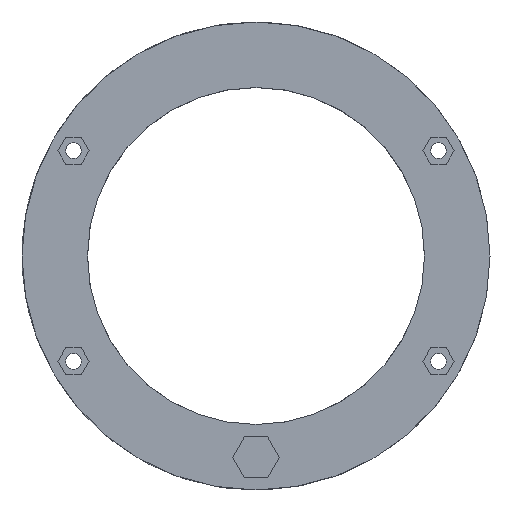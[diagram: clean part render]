
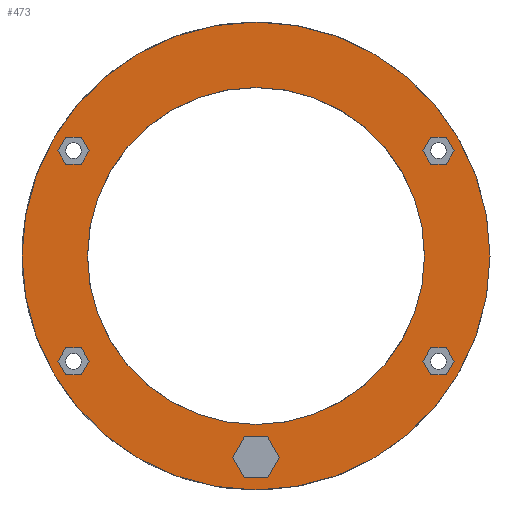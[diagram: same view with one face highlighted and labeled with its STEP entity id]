
A CAD part, top view. The second image highlights one B-rep face of the part: STEP entity #473.
In plain terms, the highlighted planar face has unit normal (0, 0, 1).
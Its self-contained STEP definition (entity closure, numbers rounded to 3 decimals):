
#271 = VERTEX_POINT('',#272);
#272 = CARTESIAN_POINT('',(36.,0.,10.));
#294 = EDGE_CURVE('',#271,#271,#295,.T.);
#295 = CIRCLE('',#296,36.);
#296 = AXIS2_PLACEMENT_3D('',#297,#298,#299);
#297 = CARTESIAN_POINT('',(0.,0.,10.));
#298 = DIRECTION('',(0.,0.,-1.));
#299 = DIRECTION('',(1.,0.,0.));
#473 = ADVANCED_FACE('',(#474,#485,#535,#585,#588,#638,#688),#738,.F.);
#474 = FACE_BOUND('',#475,.T.);
#475 = EDGE_LOOP('',(#476));
#476 = ORIENTED_EDGE('',*,*,#477,.F.);
#477 = EDGE_CURVE('',#478,#478,#480,.T.);
#478 = VERTEX_POINT('',#479);
#479 = CARTESIAN_POINT('',(50.,0.,10.));
#480 = CIRCLE('',#481,50.);
#481 = AXIS2_PLACEMENT_3D('',#482,#483,#484);
#482 = CARTESIAN_POINT('',(0.,0.,10.));
#483 = DIRECTION('',(0.,0.,-1.));
#484 = DIRECTION('',(1.,0.,0.));
#485 = FACE_BOUND('',#486,.T.);
#486 = EDGE_LOOP('',(#487,#497,#505,#513,#521,#529));
#487 = ORIENTED_EDGE('',*,*,#488,.F.);
#488 = EDGE_CURVE('',#489,#491,#493,.T.);
#489 = VERTEX_POINT('',#490);
#490 = CARTESIAN_POINT('',(37.325,19.599,10.));
#491 = VERTEX_POINT('',#492);
#492 = CARTESIAN_POINT('',(40.675,19.599,10.));
#493 = LINE('',#494,#495);
#494 = CARTESIAN_POINT('',(37.325,19.599,10.));
#495 = VECTOR('',#496,1.);
#496 = DIRECTION('',(1.,0.,0.));
#497 = ORIENTED_EDGE('',*,*,#498,.F.);
#498 = EDGE_CURVE('',#499,#489,#501,.T.);
#499 = VERTEX_POINT('',#500);
#500 = CARTESIAN_POINT('',(35.65,22.5,10.));
#501 = LINE('',#502,#503);
#502 = CARTESIAN_POINT('',(35.65,22.5,10.));
#503 = VECTOR('',#504,1.);
#504 = DIRECTION('',(0.5,-0.866,0.));
#505 = ORIENTED_EDGE('',*,*,#506,.F.);
#506 = EDGE_CURVE('',#507,#499,#509,.T.);
#507 = VERTEX_POINT('',#508);
#508 = CARTESIAN_POINT('',(37.325,25.401,10.));
#509 = LINE('',#510,#511);
#510 = CARTESIAN_POINT('',(37.325,25.401,10.));
#511 = VECTOR('',#512,1.);
#512 = DIRECTION('',(-0.5,-0.866,0.));
#513 = ORIENTED_EDGE('',*,*,#514,.F.);
#514 = EDGE_CURVE('',#515,#507,#517,.T.);
#515 = VERTEX_POINT('',#516);
#516 = CARTESIAN_POINT('',(40.675,25.401,10.));
#517 = LINE('',#518,#519);
#518 = CARTESIAN_POINT('',(40.675,25.401,10.));
#519 = VECTOR('',#520,1.);
#520 = DIRECTION('',(-1.,0.,0.));
#521 = ORIENTED_EDGE('',*,*,#522,.F.);
#522 = EDGE_CURVE('',#523,#515,#525,.T.);
#523 = VERTEX_POINT('',#524);
#524 = CARTESIAN_POINT('',(42.35,22.5,10.));
#525 = LINE('',#526,#527);
#526 = CARTESIAN_POINT('',(42.35,22.5,10.));
#527 = VECTOR('',#528,1.);
#528 = DIRECTION('',(-0.5,0.866,0.));
#529 = ORIENTED_EDGE('',*,*,#530,.F.);
#530 = EDGE_CURVE('',#491,#523,#531,.T.);
#531 = LINE('',#532,#533);
#532 = CARTESIAN_POINT('',(40.675,19.599,10.));
#533 = VECTOR('',#534,1.);
#534 = DIRECTION('',(0.5,0.866,0.));
#535 = FACE_BOUND('',#536,.T.);
#536 = EDGE_LOOP('',(#537,#547,#555,#563,#571,#579));
#537 = ORIENTED_EDGE('',*,*,#538,.F.);
#538 = EDGE_CURVE('',#539,#541,#543,.T.);
#539 = VERTEX_POINT('',#540);
#540 = CARTESIAN_POINT('',(-40.675,19.599,10.));
#541 = VERTEX_POINT('',#542);
#542 = CARTESIAN_POINT('',(-37.325,19.599,10.));
#543 = LINE('',#544,#545);
#544 = CARTESIAN_POINT('',(-40.675,19.599,10.));
#545 = VECTOR('',#546,1.);
#546 = DIRECTION('',(1.,0.,0.));
#547 = ORIENTED_EDGE('',*,*,#548,.F.);
#548 = EDGE_CURVE('',#549,#539,#551,.T.);
#549 = VERTEX_POINT('',#550);
#550 = CARTESIAN_POINT('',(-42.35,22.5,10.));
#551 = LINE('',#552,#553);
#552 = CARTESIAN_POINT('',(-42.35,22.5,10.));
#553 = VECTOR('',#554,1.);
#554 = DIRECTION('',(0.5,-0.866,0.));
#555 = ORIENTED_EDGE('',*,*,#556,.F.);
#556 = EDGE_CURVE('',#557,#549,#559,.T.);
#557 = VERTEX_POINT('',#558);
#558 = CARTESIAN_POINT('',(-40.675,25.401,10.));
#559 = LINE('',#560,#561);
#560 = CARTESIAN_POINT('',(-40.675,25.401,10.));
#561 = VECTOR('',#562,1.);
#562 = DIRECTION('',(-0.5,-0.866,0.));
#563 = ORIENTED_EDGE('',*,*,#564,.F.);
#564 = EDGE_CURVE('',#565,#557,#567,.T.);
#565 = VERTEX_POINT('',#566);
#566 = CARTESIAN_POINT('',(-37.325,25.401,10.));
#567 = LINE('',#568,#569);
#568 = CARTESIAN_POINT('',(-37.325,25.401,10.));
#569 = VECTOR('',#570,1.);
#570 = DIRECTION('',(-1.,0.,0.));
#571 = ORIENTED_EDGE('',*,*,#572,.F.);
#572 = EDGE_CURVE('',#573,#565,#575,.T.);
#573 = VERTEX_POINT('',#574);
#574 = CARTESIAN_POINT('',(-35.65,22.5,10.));
#575 = LINE('',#576,#577);
#576 = CARTESIAN_POINT('',(-35.65,22.5,10.));
#577 = VECTOR('',#578,1.);
#578 = DIRECTION('',(-0.5,0.866,0.));
#579 = ORIENTED_EDGE('',*,*,#580,.F.);
#580 = EDGE_CURVE('',#541,#573,#581,.T.);
#581 = LINE('',#582,#583);
#582 = CARTESIAN_POINT('',(-37.325,19.599,10.));
#583 = VECTOR('',#584,1.);
#584 = DIRECTION('',(0.5,0.866,0.));
#585 = FACE_BOUND('',#586,.T.);
#586 = EDGE_LOOP('',(#587));
#587 = ORIENTED_EDGE('',*,*,#294,.T.);
#588 = FACE_BOUND('',#589,.T.);
#589 = EDGE_LOOP('',(#590,#600,#608,#616,#624,#632));
#590 = ORIENTED_EDGE('',*,*,#591,.F.);
#591 = EDGE_CURVE('',#592,#594,#596,.T.);
#592 = VERTEX_POINT('',#593);
#593 = CARTESIAN_POINT('',(37.325,-25.401,10.));
#594 = VERTEX_POINT('',#595);
#595 = CARTESIAN_POINT('',(40.675,-25.401,10.));
#596 = LINE('',#597,#598);
#597 = CARTESIAN_POINT('',(37.325,-25.401,10.));
#598 = VECTOR('',#599,1.);
#599 = DIRECTION('',(1.,0.,0.));
#600 = ORIENTED_EDGE('',*,*,#601,.F.);
#601 = EDGE_CURVE('',#602,#592,#604,.T.);
#602 = VERTEX_POINT('',#603);
#603 = CARTESIAN_POINT('',(35.65,-22.5,10.));
#604 = LINE('',#605,#606);
#605 = CARTESIAN_POINT('',(35.65,-22.5,10.));
#606 = VECTOR('',#607,1.);
#607 = DIRECTION('',(0.5,-0.866,0.));
#608 = ORIENTED_EDGE('',*,*,#609,.F.);
#609 = EDGE_CURVE('',#610,#602,#612,.T.);
#610 = VERTEX_POINT('',#611);
#611 = CARTESIAN_POINT('',(37.325,-19.599,10.));
#612 = LINE('',#613,#614);
#613 = CARTESIAN_POINT('',(37.325,-19.599,10.));
#614 = VECTOR('',#615,1.);
#615 = DIRECTION('',(-0.5,-0.866,0.));
#616 = ORIENTED_EDGE('',*,*,#617,.F.);
#617 = EDGE_CURVE('',#618,#610,#620,.T.);
#618 = VERTEX_POINT('',#619);
#619 = CARTESIAN_POINT('',(40.675,-19.599,10.));
#620 = LINE('',#621,#622);
#621 = CARTESIAN_POINT('',(40.675,-19.599,10.));
#622 = VECTOR('',#623,1.);
#623 = DIRECTION('',(-1.,0.,0.));
#624 = ORIENTED_EDGE('',*,*,#625,.F.);
#625 = EDGE_CURVE('',#626,#618,#628,.T.);
#626 = VERTEX_POINT('',#627);
#627 = CARTESIAN_POINT('',(42.35,-22.5,10.));
#628 = LINE('',#629,#630);
#629 = CARTESIAN_POINT('',(42.35,-22.5,10.));
#630 = VECTOR('',#631,1.);
#631 = DIRECTION('',(-0.5,0.866,0.));
#632 = ORIENTED_EDGE('',*,*,#633,.F.);
#633 = EDGE_CURVE('',#594,#626,#634,.T.);
#634 = LINE('',#635,#636);
#635 = CARTESIAN_POINT('',(40.675,-25.401,10.));
#636 = VECTOR('',#637,1.);
#637 = DIRECTION('',(0.5,0.866,0.));
#638 = FACE_BOUND('',#639,.T.);
#639 = EDGE_LOOP('',(#640,#650,#658,#666,#674,#682));
#640 = ORIENTED_EDGE('',*,*,#641,.F.);
#641 = EDGE_CURVE('',#642,#644,#646,.T.);
#642 = VERTEX_POINT('',#643);
#643 = CARTESIAN_POINT('',(-37.325,-25.401,10.));
#644 = VERTEX_POINT('',#645);
#645 = CARTESIAN_POINT('',(-35.65,-22.5,10.));
#646 = LINE('',#647,#648);
#647 = CARTESIAN_POINT('',(-37.325,-25.401,10.));
#648 = VECTOR('',#649,1.);
#649 = DIRECTION('',(0.5,0.866,0.));
#650 = ORIENTED_EDGE('',*,*,#651,.F.);
#651 = EDGE_CURVE('',#652,#642,#654,.T.);
#652 = VERTEX_POINT('',#653);
#653 = CARTESIAN_POINT('',(-40.675,-25.401,10.));
#654 = LINE('',#655,#656);
#655 = CARTESIAN_POINT('',(-40.675,-25.401,10.));
#656 = VECTOR('',#657,1.);
#657 = DIRECTION('',(1.,0.,0.));
#658 = ORIENTED_EDGE('',*,*,#659,.F.);
#659 = EDGE_CURVE('',#660,#652,#662,.T.);
#660 = VERTEX_POINT('',#661);
#661 = CARTESIAN_POINT('',(-42.35,-22.5,10.));
#662 = LINE('',#663,#664);
#663 = CARTESIAN_POINT('',(-42.35,-22.5,10.));
#664 = VECTOR('',#665,1.);
#665 = DIRECTION('',(0.5,-0.866,0.));
#666 = ORIENTED_EDGE('',*,*,#667,.F.);
#667 = EDGE_CURVE('',#668,#660,#670,.T.);
#668 = VERTEX_POINT('',#669);
#669 = CARTESIAN_POINT('',(-40.675,-19.599,10.));
#670 = LINE('',#671,#672);
#671 = CARTESIAN_POINT('',(-40.675,-19.599,10.));
#672 = VECTOR('',#673,1.);
#673 = DIRECTION('',(-0.5,-0.866,0.));
#674 = ORIENTED_EDGE('',*,*,#675,.F.);
#675 = EDGE_CURVE('',#676,#668,#678,.T.);
#676 = VERTEX_POINT('',#677);
#677 = CARTESIAN_POINT('',(-37.325,-19.599,10.));
#678 = LINE('',#679,#680);
#679 = CARTESIAN_POINT('',(-37.325,-19.599,10.));
#680 = VECTOR('',#681,1.);
#681 = DIRECTION('',(-1.,0.,0.));
#682 = ORIENTED_EDGE('',*,*,#683,.F.);
#683 = EDGE_CURVE('',#644,#676,#684,.T.);
#684 = LINE('',#685,#686);
#685 = CARTESIAN_POINT('',(-35.65,-22.5,10.));
#686 = VECTOR('',#687,1.);
#687 = DIRECTION('',(-0.5,0.866,0.));
#688 = FACE_BOUND('',#689,.T.);
#689 = EDGE_LOOP('',(#690,#700,#708,#716,#724,#732));
#690 = ORIENTED_EDGE('',*,*,#691,.F.);
#691 = EDGE_CURVE('',#692,#694,#696,.T.);
#692 = VERTEX_POINT('',#693);
#693 = CARTESIAN_POINT('',(-2.5,-47.33,10.));
#694 = VERTEX_POINT('',#695);
#695 = CARTESIAN_POINT('',(2.5,-47.33,10.));
#696 = LINE('',#697,#698);
#697 = CARTESIAN_POINT('',(-2.5,-47.33,10.));
#698 = VECTOR('',#699,1.);
#699 = DIRECTION('',(1.,0.,0.));
#700 = ORIENTED_EDGE('',*,*,#701,.F.);
#701 = EDGE_CURVE('',#702,#692,#704,.T.);
#702 = VERTEX_POINT('',#703);
#703 = CARTESIAN_POINT('',(-5.,-43.,10.));
#704 = LINE('',#705,#706);
#705 = CARTESIAN_POINT('',(-5.,-43.,10.));
#706 = VECTOR('',#707,1.);
#707 = DIRECTION('',(0.5,-0.866,0.));
#708 = ORIENTED_EDGE('',*,*,#709,.F.);
#709 = EDGE_CURVE('',#710,#702,#712,.T.);
#710 = VERTEX_POINT('',#711);
#711 = CARTESIAN_POINT('',(-2.5,-38.67,10.));
#712 = LINE('',#713,#714);
#713 = CARTESIAN_POINT('',(-2.5,-38.67,10.));
#714 = VECTOR('',#715,1.);
#715 = DIRECTION('',(-0.5,-0.866,0.));
#716 = ORIENTED_EDGE('',*,*,#717,.F.);
#717 = EDGE_CURVE('',#718,#710,#720,.T.);
#718 = VERTEX_POINT('',#719);
#719 = CARTESIAN_POINT('',(2.5,-38.67,10.));
#720 = LINE('',#721,#722);
#721 = CARTESIAN_POINT('',(2.5,-38.67,10.));
#722 = VECTOR('',#723,1.);
#723 = DIRECTION('',(-1.,0.,0.));
#724 = ORIENTED_EDGE('',*,*,#725,.F.);
#725 = EDGE_CURVE('',#726,#718,#728,.T.);
#726 = VERTEX_POINT('',#727);
#727 = CARTESIAN_POINT('',(5.,-43.,10.));
#728 = LINE('',#729,#730);
#729 = CARTESIAN_POINT('',(5.,-43.,10.));
#730 = VECTOR('',#731,1.);
#731 = DIRECTION('',(-0.5,0.866,0.));
#732 = ORIENTED_EDGE('',*,*,#733,.F.);
#733 = EDGE_CURVE('',#694,#726,#734,.T.);
#734 = LINE('',#735,#736);
#735 = CARTESIAN_POINT('',(2.5,-47.33,10.));
#736 = VECTOR('',#737,1.);
#737 = DIRECTION('',(0.5,0.866,0.));
#738 = PLANE('',#739);
#739 = AXIS2_PLACEMENT_3D('',#740,#741,#742);
#740 = CARTESIAN_POINT('',(0.,0.,10.));
#741 = DIRECTION('',(0.,0.,-1.));
#742 = DIRECTION('',(1.,0.,0.));
